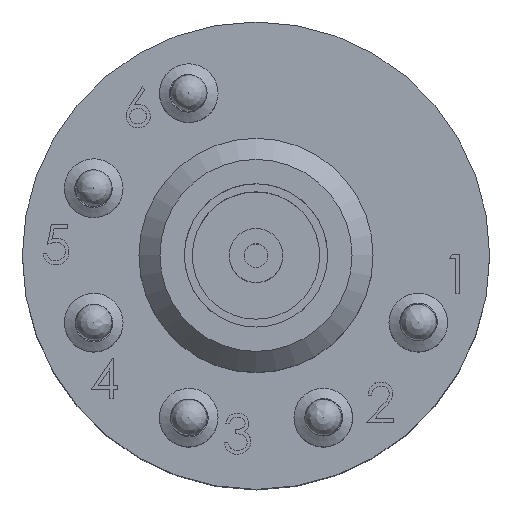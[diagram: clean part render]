
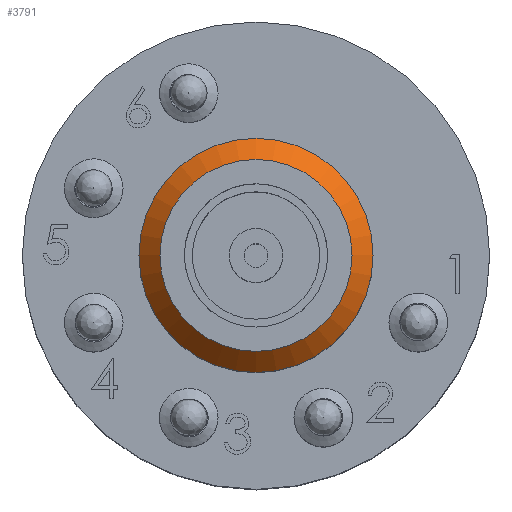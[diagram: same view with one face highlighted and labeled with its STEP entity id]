
A CAD part, top view. The second image highlights one B-rep face of the part: STEP entity #3791.
In plain terms, the highlighted conical face has half-angle 45 degrees and reference radius 6.35 mm.
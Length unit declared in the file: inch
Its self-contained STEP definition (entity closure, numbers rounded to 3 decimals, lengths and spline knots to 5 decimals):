
#830=FACE_BOUND($,#1305,.T.);
#990=FACE_OUTER_BOUND($,#1304,.T.);
#1304=EDGE_LOOP($,(#2984));
#1305=EDGE_LOOP($,(#2985));
#1659=CIRCLE($,#4171,0.205);
#1660=CIRCLE($,#4172,0.25);
#1901=VERTEX_POINT($,#7604);
#1902=VERTEX_POINT($,#7606);
#2329=EDGE_CURVE($,#1901,#1901,#1659,.T.);
#2330=EDGE_CURVE($,#1902,#1902,#1660,.T.);
#2984=ORIENTED_EDGE($,*,*,#2329,.F.);
#2985=ORIENTED_EDGE($,*,*,#2330,.F.);
#3710=CONICAL_SURFACE($,#4170,0.25,45.);
#3791=ADVANCED_FACE($,(#990,#830),#3710,.T.);
#4170=AXIS2_PLACEMENT_3D($,#7603,#4723,#4724);
#4171=AXIS2_PLACEMENT_3D($,#7605,#4725,#4726);
#4172=AXIS2_PLACEMENT_3D($,#7607,#4727,#4728);
#4723=DIRECTION('center_axis',(0.,0.,-1.));
#4724=DIRECTION('ref_axis',(-1.,0.,0.));
#4725=DIRECTION('center_axis',(0.,0.,1.));
#4726=DIRECTION('ref_axis',(1.,0.,0.));
#4727=DIRECTION('center_axis',(0.,0.,-1.));
#4728=DIRECTION('ref_axis',(1.,0.,0.));
#7603=CARTESIAN_POINT('Origin',(0.,0.,
0.914));
#7604=CARTESIAN_POINT('',(-0.205,0.,0.959));
#7605=CARTESIAN_POINT('Origin',(0.,0.,
0.959));
#7606=CARTESIAN_POINT('',(-0.25,0.,0.914));
#7607=CARTESIAN_POINT('Origin',(0.,0.,
0.914));
